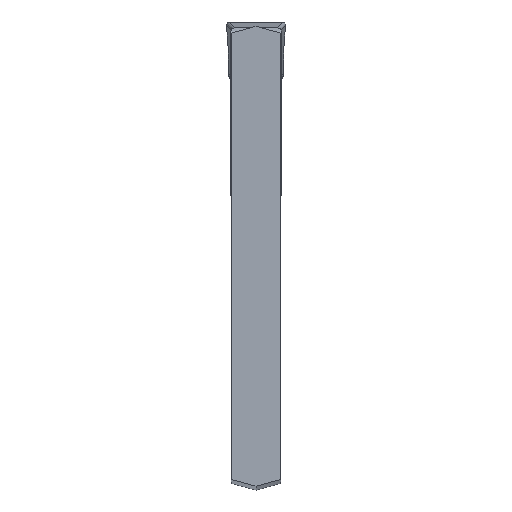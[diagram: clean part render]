
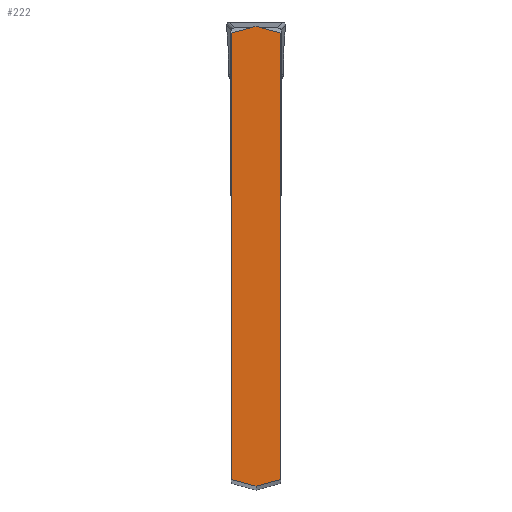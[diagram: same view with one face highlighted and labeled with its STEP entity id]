
A CAD part, top view. The second image highlights one B-rep face of the part: STEP entity #222.
In plain terms, the highlighted planar face has unit normal (0, 0, 1).
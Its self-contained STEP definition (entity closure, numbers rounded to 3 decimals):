
#222=ADVANCED_FACE('CU_SU_BACK',(#329),#275,.F.);
#275=PLANE('',#1703);
#329=FACE_OUTER_BOUND('',#402,.T.);
#402=EDGE_LOOP('',(#716,#717,#718,#719,#720,#721));
#716=ORIENTED_EDGE('',*,*,#1153,.F.);
#717=ORIENTED_EDGE('',*,*,#1172,.T.);
#718=ORIENTED_EDGE('',*,*,#1174,.T.);
#719=ORIENTED_EDGE('',*,*,#1145,.F.);
#720=ORIENTED_EDGE('',*,*,#1124,.F.);
#721=ORIENTED_EDGE('',*,*,#1119,.F.);
#936=VERTEX_POINT('',#2786);
#937=VERTEX_POINT('',#2788);
#941=VERTEX_POINT('',#2810);
#961=VERTEX_POINT('',#2918);
#968=VERTEX_POINT('',#2948);
#985=VERTEX_POINT('',#3036);
#1119=EDGE_CURVE('',#936,#937,#1286,.T.);
#1124=EDGE_CURVE('',#937,#941,#1290,.T.);
#1145=EDGE_CURVE('',#941,#961,#1299,.T.);
#1153=EDGE_CURVE('',#968,#936,#1305,.T.);
#1172=EDGE_CURVE('',#968,#985,#1314,.T.);
#1174=EDGE_CURVE('',#985,#961,#1316,.T.);
#1286=LINE('',#2787,#1414);
#1290=LINE('',#2809,#1418);
#1299=LINE('',#2917,#1427);
#1305=LINE('',#2949,#1433);
#1314=LINE('',#3037,#1442);
#1316=LINE('',#3040,#1444);
#1414=VECTOR('',#1928,1.);
#1418=VECTOR('',#1934,1.);
#1427=VECTOR('',#1953,1.);
#1433=VECTOR('',#1961,1.);
#1442=VECTOR('',#1980,1.);
#1444=VECTOR('',#1984,1.);
#1703=AXIS2_PLACEMENT_3D('',#3058,#1992,#1993);
#1928=DIRECTION('',(0.966,0.259,0.));
#1934=DIRECTION('',(0.966,-0.259,0.));
#1953=DIRECTION('',(0.,-1.,0.));
#1961=DIRECTION('',(0.,1.,0.));
#1980=DIRECTION('',(0.966,-0.259,0.));
#1984=DIRECTION('',(0.966,0.259,0.));
#1992=DIRECTION('',(0.,0.,-1.));
#1993=DIRECTION('',(0.,1.,0.));
#2786=CARTESIAN_POINT('',(-3.35,31.002,0.));
#2787=CARTESIAN_POINT('',(-3.35,31.002,0.));
#2788=CARTESIAN_POINT('',(-1.675,31.451,0.));
#2809=CARTESIAN_POINT('',(-1.675,31.451,0.));
#2810=CARTESIAN_POINT('',(0.,31.002,0.));
#2917=CARTESIAN_POINT('',(0.,51.451,0.));
#2918=CARTESIAN_POINT('',(0.,0.898,0.));
#2948=CARTESIAN_POINT('',(-3.35,0.898,0.));
#2949=CARTESIAN_POINT('',(-3.35,-19.551,0.));
#3036=CARTESIAN_POINT('',(-1.675,0.449,0.));
#3037=CARTESIAN_POINT('',(-3.35,0.898,0.));
#3040=CARTESIAN_POINT('',(-1.675,0.449,0.));
#3058=CARTESIAN_POINT('',(-3.35,0.,0.));
